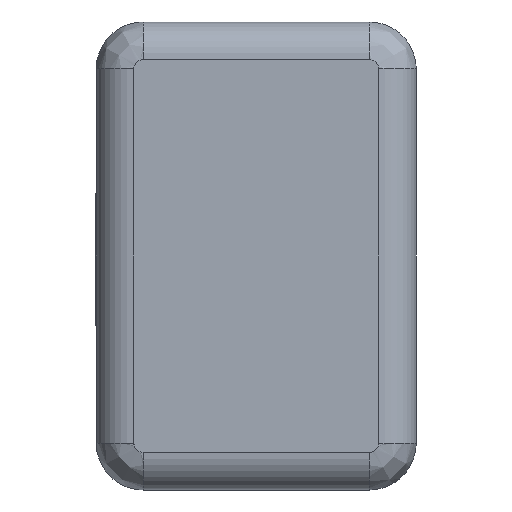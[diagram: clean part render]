
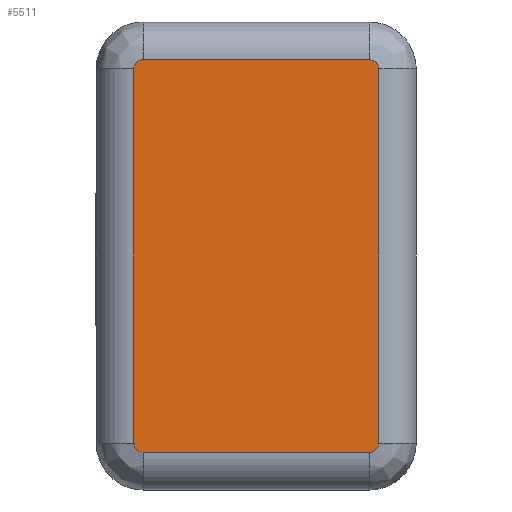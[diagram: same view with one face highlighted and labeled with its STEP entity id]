
A CAD part, left-side view. The second image highlights one B-rep face of the part: STEP entity #5511.
In plain terms, the highlighted planar face has unit normal (-1, 0, 0).
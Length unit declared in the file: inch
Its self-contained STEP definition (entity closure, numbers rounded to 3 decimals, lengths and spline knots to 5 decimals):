
#233 = CARTESIAN_POINT ( 'NONE',  ( -0.07875, 0.0098, -0.04113 ) ) ;
#318 = CARTESIAN_POINT ( 'NONE',  ( -0.07875, 0.05913, -0.04033 ) ) ;
#423 = ORIENTED_EDGE ( 'NONE', *, *, #1426, .F. ) ;
#480 = CARTESIAN_POINT ( 'NONE',  ( -0.07875, 0.0098, 0.04113 ) ) ;
#513 = VECTOR ( 'NONE', #4225, 39.37008 ) ;
#607 = DIRECTION ( 'NONE',  ( 1., 0., 0. ) ) ;
#630 = VERTEX_POINT ( 'NONE', #3551 ) ;
#725 = VECTOR ( 'NONE', #2469, 39.37008 ) ;
#767 = CARTESIAN_POINT ( 'NONE',  ( -0.07875, 0.0572, 0.04112 ) ) ;
#848 =( BOUNDED_CURVE ( )  B_SPLINE_CURVE ( 3, ( #6718, #6744, #4003, #767 ),
 .UNSPECIFIED., .F., .F. ) 
 B_SPLINE_CURVE_WITH_KNOTS ( ( 4, 4 ),
 ( 0., 1. ),
 .UNSPECIFIED. ) 
 CURVE ( )  GEOMETRIC_REPRESENTATION_ITEM ( )  RATIONAL_B_SPLINE_CURVE ( ( 1., 0.805, 0.805, 1. ) ) 
 REPRESENTATION_ITEM ( '' )  );
#1116 = CARTESIAN_POINT ( 'NONE',  ( -0.07875, 0.05913, 0.049 ) ) ;
#1262 = CARTESIAN_POINT ( 'NONE',  ( -0.07875, 0.067, 0.04113 ) ) ;
#1426 = EDGE_CURVE ( 'NONE', #6842, #2924, #4611, .T. ) ;
#1466 = EDGE_CURVE ( 'NONE', #5388, #630, #1534, .T. ) ;
#1534 = LINE ( 'NONE', #1116, #2790 ) ;
#1653 = AXIS2_PLACEMENT_3D ( 'NONE', #3857, #607, #4414 ) ;
#1928 = CARTESIAN_POINT ( 'NONE',  ( -0.07875, 0.00787, 0.049 ) ) ;
#1961 = LINE ( 'NONE', #6955, #513 ) ;
#1973 = CARTESIAN_POINT ( 'NONE',  ( -0.07875, 0.05913, -0.0392 ) ) ;
#2009 = CARTESIAN_POINT ( 'NONE',  ( -0.07875, 0.0098, 0.04113 ) ) ;
#2157 = CARTESIAN_POINT ( 'NONE',  ( -0.07875, 0.00867, -0.04113 ) ) ;
#2171 = ORIENTED_EDGE ( 'NONE', *, *, #5352, .F. ) ;
#2206 = VERTEX_POINT ( 'NONE', #480 ) ;
#2287 = VERTEX_POINT ( 'NONE', #5412 ) ;
#2330 =( BOUNDED_CURVE ( )  B_SPLINE_CURVE ( 3, ( #6834, #3011, #318, #4095 ),
 .UNSPECIFIED., .F., .T. ) 
 B_SPLINE_CURVE_WITH_KNOTS ( ( 4, 4 ),
 ( 0., 1. ),
 .UNSPECIFIED. ) 
 CURVE ( )  GEOMETRIC_REPRESENTATION_ITEM ( )  RATIONAL_B_SPLINE_CURVE ( ( 1., 0.805, 0.805, 1. ) ) 
 REPRESENTATION_ITEM ( '' )  );
#2402 = ORIENTED_EDGE ( 'NONE', *, *, #2606, .F. ) ;
#2469 = DIRECTION ( 'NONE',  ( 0., 0., -1. ) ) ;
#2517 = CARTESIAN_POINT ( 'NONE',  ( -0.07875, 0.00787, 0.0392 ) ) ;
#2551 = CARTESIAN_POINT ( 'NONE',  ( -0.07875, 0.00788, 0.04033 ) ) ;
#2606 = EDGE_CURVE ( 'NONE', #2287, #2206, #4381, .T. ) ;
#2790 = VECTOR ( 'NONE', #5479, 39.37008 ) ;
#2924 = VERTEX_POINT ( 'NONE', #233 ) ;
#3011 = CARTESIAN_POINT ( 'NONE',  ( -0.07875, 0.05833, -0.04113 ) ) ;
#3266 = CARTESIAN_POINT ( 'NONE',  ( -0.07875, 0.0098, -0.04113 ) ) ;
#3321 = ORIENTED_EDGE ( 'NONE', *, *, #6946, .F. ) ;
#3394 = CARTESIAN_POINT ( 'NONE',  ( -0.07875, 0.00788, -0.0392 ) ) ;
#3551 = CARTESIAN_POINT ( 'NONE',  ( -0.07875, 0.05912, 0.0392 ) ) ;
#3643 = VERTEX_POINT ( 'NONE', #2517 ) ;
#3739 = EDGE_CURVE ( 'NONE', #2924, #4279, #1961, .T. ) ;
#3857 = CARTESIAN_POINT ( 'NONE',  ( -0.07875, 0.067, 0.049 ) ) ;
#4003 = CARTESIAN_POINT ( 'NONE',  ( -0.07875, 0.05833, 0.04113 ) ) ;
#4095 = CARTESIAN_POINT ( 'NONE',  ( -0.07875, 0.05913, -0.0392 ) ) ;
#4210 = VECTOR ( 'NONE', #5069, 39.37008 ) ;
#4225 = DIRECTION ( 'NONE',  ( 0., 1., 0. ) ) ;
#4279 = VERTEX_POINT ( 'NONE', #5154 ) ;
#4381 = LINE ( 'NONE', #1262, #4210 ) ;
#4414 = DIRECTION ( 'NONE',  ( 0., 0., -1. ) ) ;
#4611 =( BOUNDED_CURVE ( )  B_SPLINE_CURVE ( 3, ( #6549, #4850, #2157, #3266 ),
 .UNSPECIFIED., .F., .F. ) 
 B_SPLINE_CURVE_WITH_KNOTS ( ( 4, 4 ),
 ( 0., 1. ),
 .UNSPECIFIED. ) 
 CURVE ( )  GEOMETRIC_REPRESENTATION_ITEM ( )  RATIONAL_B_SPLINE_CURVE ( ( 1., 0.805, 0.805, 1. ) ) 
 REPRESENTATION_ITEM ( '' )  );
#4850 = CARTESIAN_POINT ( 'NONE',  ( -0.07875, 0.00788, -0.04033 ) ) ;
#4921 = EDGE_CURVE ( 'NONE', #2206, #3643, #5938, .T. ) ;
#4934 = PLANE ( 'NONE',  #1653 ) ;
#5064 = LINE ( 'NONE', #1928, #725 ) ;
#5069 = DIRECTION ( 'NONE',  ( 0., -1., 0. ) ) ;
#5154 = CARTESIAN_POINT ( 'NONE',  ( -0.07875, 0.0572, -0.04113 ) ) ;
#5269 = ORIENTED_EDGE ( 'NONE', *, *, #1466, .F. ) ;
#5285 = CARTESIAN_POINT ( 'NONE',  ( -0.07875, 0.00867, 0.04113 ) ) ;
#5352 = EDGE_CURVE ( 'NONE', #4279, #5388, #2330, .T. ) ;
#5388 = VERTEX_POINT ( 'NONE', #1973 ) ;
#5401 = EDGE_LOOP ( 'NONE', ( #3321, #5269, #2171, #5552, #423, #6394, #5698, #2402 ) ) ;
#5412 = CARTESIAN_POINT ( 'NONE',  ( -0.07875, 0.0572, 0.04112 ) ) ;
#5479 = DIRECTION ( 'NONE',  ( 0., 0., 1. ) ) ;
#5511 = ADVANCED_FACE ( 'NONE', ( #6349 ), #4934, .F. ) ;
#5552 = ORIENTED_EDGE ( 'NONE', *, *, #3739, .F. ) ;
#5698 = ORIENTED_EDGE ( 'NONE', *, *, #4921, .F. ) ;
#5938 =( BOUNDED_CURVE ( )  B_SPLINE_CURVE ( 3, ( #2009, #5285, #2551, #6362 ),
 .UNSPECIFIED., .F., .F. ) 
 B_SPLINE_CURVE_WITH_KNOTS ( ( 4, 4 ),
 ( 0., 1. ),
 .UNSPECIFIED. ) 
 CURVE ( )  GEOMETRIC_REPRESENTATION_ITEM ( )  RATIONAL_B_SPLINE_CURVE ( ( 1., 0.805, 0.805, 1. ) ) 
 REPRESENTATION_ITEM ( '' )  );
#6349 = FACE_OUTER_BOUND ( 'NONE', #5401, .T. ) ;
#6362 = CARTESIAN_POINT ( 'NONE',  ( -0.07875, 0.00787, 0.0392 ) ) ;
#6394 = ORIENTED_EDGE ( 'NONE', *, *, #6530, .F. ) ;
#6530 = EDGE_CURVE ( 'NONE', #3643, #6842, #5064, .T. ) ;
#6549 = CARTESIAN_POINT ( 'NONE',  ( -0.07875, 0.00788, -0.0392 ) ) ;
#6718 = CARTESIAN_POINT ( 'NONE',  ( -0.07875, 0.05912, 0.0392 ) ) ;
#6744 = CARTESIAN_POINT ( 'NONE',  ( -0.07875, 0.05913, 0.04033 ) ) ;
#6834 = CARTESIAN_POINT ( 'NONE',  ( -0.07875, 0.0572, -0.04113 ) ) ;
#6842 = VERTEX_POINT ( 'NONE', #3394 ) ;
#6946 = EDGE_CURVE ( 'NONE', #630, #2287, #848, .T. ) ;
#6955 = CARTESIAN_POINT ( 'NONE',  ( -0.07875, 0.067, -0.04113 ) ) ;
